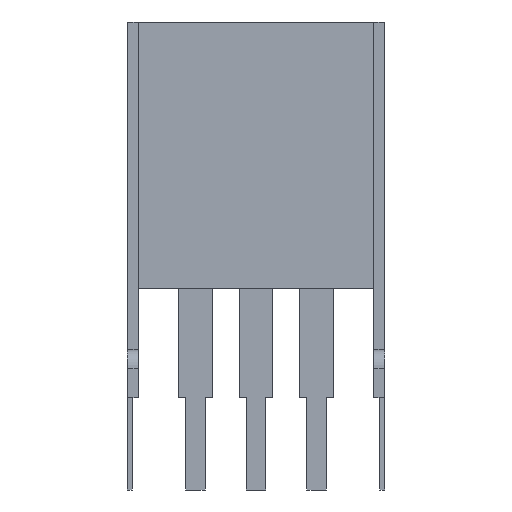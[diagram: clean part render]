
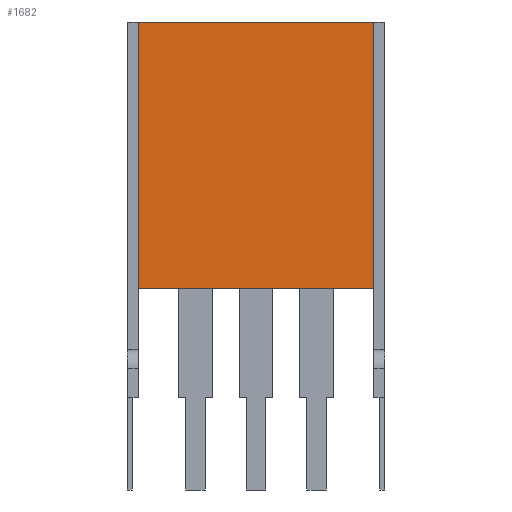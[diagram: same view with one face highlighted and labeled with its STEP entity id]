
A CAD part, left-side view. The second image highlights one B-rep face of the part: STEP entity #1682.
In plain terms, the highlighted planar face has unit normal (-1, 0, 0).
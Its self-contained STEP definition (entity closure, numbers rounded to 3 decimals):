
#105=FACE_OUTER_BOUND('',#206,.T.);
#206=EDGE_LOOP('',(#1280,#1281,#1282,#1283));
#361=LINE('',#2542,#576);
#364=LINE('',#2548,#579);
#365=LINE('',#2550,#580);
#366=LINE('',#2551,#581);
#576=VECTOR('',#2072,10.);
#579=VECTOR('',#2077,10.);
#580=VECTOR('',#2078,10.);
#581=VECTOR('',#2079,10.);
#759=VERTEX_POINT('',#2538);
#761=VERTEX_POINT('',#2541);
#763=VERTEX_POINT('',#2547);
#764=VERTEX_POINT('',#2549);
#947=EDGE_CURVE('',#761,#759,#361,.T.);
#950=EDGE_CURVE('',#759,#763,#364,.T.);
#951=EDGE_CURVE('',#764,#763,#365,.T.);
#952=EDGE_CURVE('',#761,#764,#366,.T.);
#1280=ORIENTED_EDGE('',*,*,#947,.T.);
#1281=ORIENTED_EDGE('',*,*,#950,.T.);
#1282=ORIENTED_EDGE('',*,*,#951,.F.);
#1283=ORIENTED_EDGE('',*,*,#952,.F.);
#1587=PLANE('',#1809);
#1682=ADVANCED_FACE('',(#105),#1587,.T.);
#1809=AXIS2_PLACEMENT_3D('',#2546,#2075,#2076);
#2072=DIRECTION('',(0.,-1.,0.));
#2075=DIRECTION('center_axis',(-1.,0.,0.));
#2076=DIRECTION('ref_axis',(0.,-1.,0.));
#2077=DIRECTION('',(0.,0.,1.));
#2078=DIRECTION('',(0.,-1.,0.));
#2079=DIRECTION('',(0.,0.,1.));
#2538=CARTESIAN_POINT('',(2.3,-4.85,4.5));
#2541=CARTESIAN_POINT('',(2.3,4.85,4.5));
#2542=CARTESIAN_POINT('',(2.3,2.425,4.5));
#2546=CARTESIAN_POINT('Origin',(2.3,4.85,0.));
#2547=CARTESIAN_POINT('',(2.3,-4.85,15.5));
#2548=CARTESIAN_POINT('',(2.3,-4.85,0.));
#2549=CARTESIAN_POINT('',(2.3,4.85,15.5));
#2550=CARTESIAN_POINT('',(2.3,-4.85,15.5));
#2551=CARTESIAN_POINT('',(2.3,4.85,0.));
